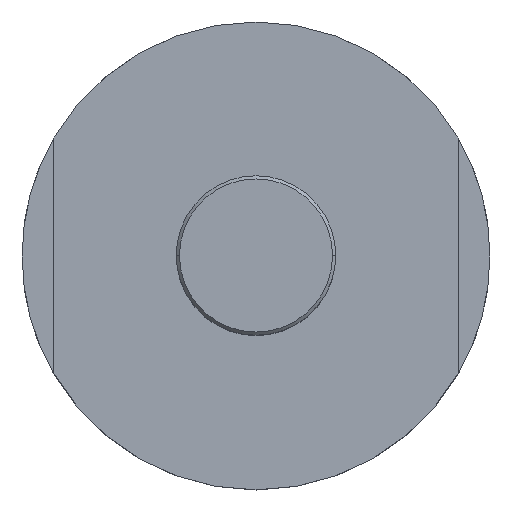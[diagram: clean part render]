
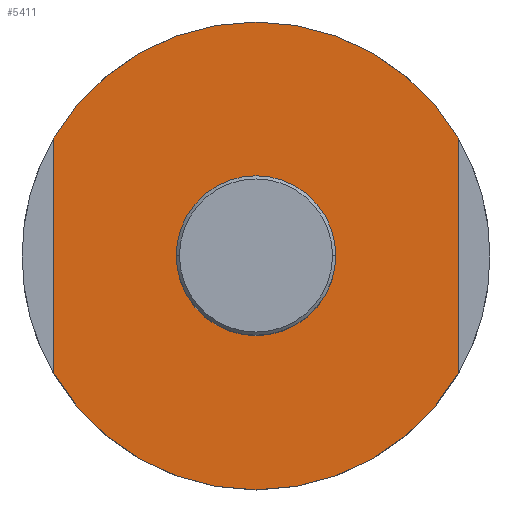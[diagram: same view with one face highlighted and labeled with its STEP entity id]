
A CAD part, top view. The second image highlights one B-rep face of the part: STEP entity #5411.
In plain terms, the highlighted planar face has unit normal (0, 0, 1).
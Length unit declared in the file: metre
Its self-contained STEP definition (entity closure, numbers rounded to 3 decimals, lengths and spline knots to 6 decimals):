
#73 = DIRECTION ( 'NONE',  ( 0., 0., -1. ) ) ;
#114 = CIRCLE ( 'NONE', #5809, 0.011 ) ;
#539 = PLANE ( 'NONE',  #1341 ) ;
#594 = ORIENTED_EDGE ( 'NONE', *, *, #6838, .T. ) ;
#824 = VERTEX_POINT ( 'NONE', #4662 ) ;
#909 = EDGE_LOOP ( 'NONE', ( #1906, #594 ) ) ;
#1073 = CARTESIAN_POINT ( 'NONE',  ( -0.0095, 0.005545, 0. ) ) ;
#1097 = DIRECTION ( 'NONE',  ( -1., 0., 0. ) ) ;
#1139 = CARTESIAN_POINT ( 'NONE',  ( 0.0095, 0.005545, 0. ) ) ;
#1341 = AXIS2_PLACEMENT_3D ( 'NONE', #5453, #4414, #1097 ) ;
#1348 = CARTESIAN_POINT ( 'NONE',  ( -0.0095, 0.005545, 0. ) ) ;
#1394 = CIRCLE ( 'NONE', #4333, 0.0036 ) ;
#1553 = CARTESIAN_POINT ( 'NONE',  ( 0.0036, 0., 0. ) ) ;
#1619 = CARTESIAN_POINT ( 'NONE',  ( -0.0095, -0.005545, 0. ) ) ;
#1770 = DIRECTION ( 'NONE',  ( 0., 0., -1. ) ) ;
#1893 = DIRECTION ( 'NONE',  ( 0., -1., 0. ) ) ;
#1906 = ORIENTED_EDGE ( 'NONE', *, *, #5504, .T. ) ;
#1910 = FACE_BOUND ( 'NONE', #909, .T. ) ;
#1988 = AXIS2_PLACEMENT_3D ( 'NONE', #5063, #1770, #5590 ) ;
#2324 = DIRECTION ( 'NONE',  ( 0., 0., -1. ) ) ;
#2337 = VERTEX_POINT ( 'NONE', #1139 ) ;
#2867 = VERTEX_POINT ( 'NONE', #1073 ) ;
#2891 = CARTESIAN_POINT ( 'NONE',  ( 0., 0., 0. ) ) ;
#2913 = CARTESIAN_POINT ( 'NONE',  ( 0.0095, 0.005545, 0. ) ) ;
#3103 = FACE_OUTER_BOUND ( 'NONE', #5885, .T. ) ;
#3122 = ORIENTED_EDGE ( 'NONE', *, *, #5522, .F. ) ;
#3127 = LINE ( 'NONE', #1348, #4215 ) ;
#3446 = CARTESIAN_POINT ( 'NONE',  ( 0., 0., 0. ) ) ;
#3450 = DIRECTION ( 'NONE',  ( -1., 0., 0. ) ) ;
#3970 = AXIS2_PLACEMENT_3D ( 'NONE', #2891, #6585, #3450 ) ;
#3979 = DIRECTION ( 'NONE',  ( -1., 0., 0. ) ) ;
#4215 = VECTOR ( 'NONE', #1893, 1. ) ;
#4293 = EDGE_CURVE ( 'NONE', #2867, #2337, #114, .T. ) ;
#4333 = AXIS2_PLACEMENT_3D ( 'NONE', #5565, #2324, #6076 ) ;
#4414 = DIRECTION ( 'NONE',  ( 0., 0., -1. ) ) ;
#4516 = CIRCLE ( 'NONE', #3970, 0.011 ) ;
#4662 = CARTESIAN_POINT ( 'NONE',  ( 0.0095, -0.005545, 0. ) ) ;
#4720 = VERTEX_POINT ( 'NONE', #1619 ) ;
#4829 = ORIENTED_EDGE ( 'NONE', *, *, #6545, .T. ) ;
#5034 = DIRECTION ( 'NONE',  ( 0., -1., 0. ) ) ;
#5063 = CARTESIAN_POINT ( 'NONE',  ( 0., 0., 0. ) ) ;
#5411 = ADVANCED_FACE ( 'NONE', ( #3103, #1910 ), #539, .F. ) ;
#5453 = CARTESIAN_POINT ( 'NONE',  ( 0., 0., 0. ) ) ;
#5482 = EDGE_CURVE ( 'NONE', #824, #4720, #4516, .T. ) ;
#5504 = EDGE_CURVE ( 'NONE', #5844, #5703, #1394, .T. ) ;
#5522 = EDGE_CURVE ( 'NONE', #2337, #824, #6981, .T. ) ;
#5565 = CARTESIAN_POINT ( 'NONE',  ( 0., 0., 0. ) ) ;
#5590 = DIRECTION ( 'NONE',  ( -1., 0., 0. ) ) ;
#5703 = VERTEX_POINT ( 'NONE', #5745 ) ;
#5745 = CARTESIAN_POINT ( 'NONE',  ( -0.0036, 0., 0. ) ) ;
#5809 = AXIS2_PLACEMENT_3D ( 'NONE', #3446, #73, #3979 ) ;
#5844 = VERTEX_POINT ( 'NONE', #1553 ) ;
#5852 = CIRCLE ( 'NONE', #1988, 0.0036 ) ;
#5885 = EDGE_LOOP ( 'NONE', ( #6088, #3122, #5929, #4829 ) ) ;
#5929 = ORIENTED_EDGE ( 'NONE', *, *, #4293, .F. ) ;
#6076 = DIRECTION ( 'NONE',  ( -1., 0., 0. ) ) ;
#6088 = ORIENTED_EDGE ( 'NONE', *, *, #5482, .F. ) ;
#6545 = EDGE_CURVE ( 'NONE', #2867, #4720, #3127, .T. ) ;
#6585 = DIRECTION ( 'NONE',  ( 0., 0., -1. ) ) ;
#6806 = VECTOR ( 'NONE', #5034, 1. ) ;
#6838 = EDGE_CURVE ( 'NONE', #5703, #5844, #5852, .T. ) ;
#6981 = LINE ( 'NONE', #2913, #6806 ) ;
